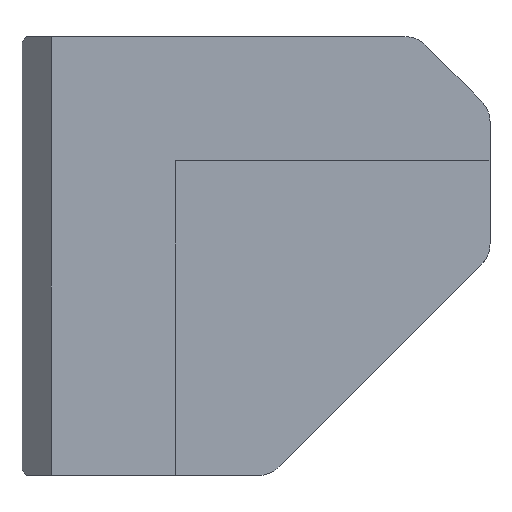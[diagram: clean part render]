
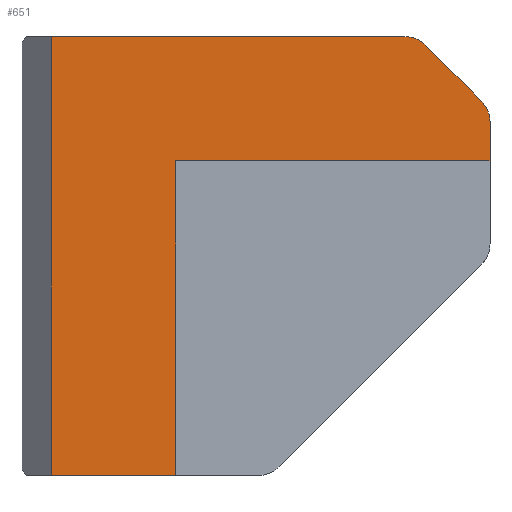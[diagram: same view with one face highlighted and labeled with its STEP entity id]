
A CAD part, top view. The second image highlights one B-rep face of the part: STEP entity #651.
In plain terms, the highlighted planar face has unit normal (0, 0, 1).
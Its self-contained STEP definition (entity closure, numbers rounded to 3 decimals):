
#22 = VERTEX_POINT('',#23);
#23 = CARTESIAN_POINT('',(136.,135.,4.5));
#631 = VERTEX_POINT('',#632);
#632 = CARTESIAN_POINT('',(144.5,135.,4.5));
#638 = EDGE_CURVE('',#631,#22,#639,.T.);
#639 = LINE('',#640,#641);
#640 = CARTESIAN_POINT('',(144.5,135.,4.5));
#641 = VECTOR('',#642,1.);
#642 = DIRECTION('',(-1.,0.,0.));
#651 = ADVANCED_FACE('',(#652),#845,.T.);
#652 = FACE_BOUND('',#653,.T.);
#653 = EDGE_LOOP('',(#654,#664,#672,#680,#688,#696,#704,#712,#720,#728,
    #736,#744,#750,#751,#759,#767,#775,#783,#791,#799,#807,#815,#823,
    #831,#839));
#654 = ORIENTED_EDGE('',*,*,#655,.T.);
#655 = EDGE_CURVE('',#656,#658,#660,.T.);
#656 = VERTEX_POINT('',#657);
#657 = CARTESIAN_POINT('',(165.414,160.586,4.5));
#658 = VERTEX_POINT('',#659);
#659 = CARTESIAN_POINT('',(161.586,164.414,4.5));
#660 = LINE('',#661,#662);
#661 = CARTESIAN_POINT('',(165.414,160.586,4.5));
#662 = VECTOR('',#663,1.);
#663 = DIRECTION('',(-0.707,0.707,0.));
#664 = ORIENTED_EDGE('',*,*,#665,.T.);
#665 = EDGE_CURVE('',#658,#666,#668,.T.);
#666 = VERTEX_POINT('',#667);
#667 = CARTESIAN_POINT('',(161.457,164.532,4.5));
#668 = LINE('',#669,#670);
#669 = CARTESIAN_POINT('',(161.586,164.414,4.5));
#670 = VECTOR('',#671,1.);
#671 = DIRECTION('',(-0.737,0.676,0.));
#672 = ORIENTED_EDGE('',*,*,#673,.T.);
#673 = EDGE_CURVE('',#666,#674,#676,.T.);
#674 = VERTEX_POINT('',#675);
#675 = CARTESIAN_POINT('',(161.319,164.638,4.5));
#676 = LINE('',#677,#678);
#677 = CARTESIAN_POINT('',(161.457,164.532,4.5));
#678 = VECTOR('',#679,1.);
#679 = DIRECTION('',(-0.793,0.609,0.));
#680 = ORIENTED_EDGE('',*,*,#681,.T.);
#681 = EDGE_CURVE('',#674,#682,#684,.T.);
#682 = VERTEX_POINT('',#683);
#683 = CARTESIAN_POINT('',(161.172,164.732,4.5));
#684 = LINE('',#685,#686);
#685 = CARTESIAN_POINT('',(161.319,164.638,4.5));
#686 = VECTOR('',#687,1.);
#687 = DIRECTION('',(-0.843,0.537,0.));
#688 = ORIENTED_EDGE('',*,*,#689,.T.);
#689 = EDGE_CURVE('',#682,#690,#692,.T.);
#690 = VERTEX_POINT('',#691);
#691 = CARTESIAN_POINT('',(161.017,164.813,4.5));
#692 = LINE('',#693,#694);
#693 = CARTESIAN_POINT('',(161.172,164.732,4.5));
#694 = VECTOR('',#695,1.);
#695 = DIRECTION('',(-0.887,0.462,0.));
#696 = ORIENTED_EDGE('',*,*,#697,.T.);
#697 = EDGE_CURVE('',#690,#698,#700,.T.);
#698 = VERTEX_POINT('',#699);
#699 = CARTESIAN_POINT('',(160.856,164.879,4.5));
#700 = LINE('',#701,#702);
#701 = CARTESIAN_POINT('',(161.017,164.813,4.5));
#702 = VECTOR('',#703,1.);
#703 = DIRECTION('',(-0.924,0.383,0.));
#704 = ORIENTED_EDGE('',*,*,#705,.T.);
#705 = EDGE_CURVE('',#698,#706,#708,.T.);
#706 = VERTEX_POINT('',#707);
#707 = CARTESIAN_POINT('',(160.689,164.932,4.5));
#708 = LINE('',#709,#710);
#709 = CARTESIAN_POINT('',(160.856,164.879,4.5));
#710 = VECTOR('',#711,1.);
#711 = DIRECTION('',(-0.954,0.301,0.));
#712 = ORIENTED_EDGE('',*,*,#713,.T.);
#713 = EDGE_CURVE('',#706,#714,#716,.T.);
#714 = VERTEX_POINT('',#715);
#715 = CARTESIAN_POINT('',(160.519,164.97,4.5));
#716 = LINE('',#717,#718);
#717 = CARTESIAN_POINT('',(160.689,164.932,4.5));
#718 = VECTOR('',#719,1.);
#719 = DIRECTION('',(-0.976,0.216,0.));
#720 = ORIENTED_EDGE('',*,*,#721,.T.);
#721 = EDGE_CURVE('',#714,#722,#724,.T.);
#722 = VERTEX_POINT('',#723);
#723 = CARTESIAN_POINT('',(160.346,164.992,4.5));
#724 = LINE('',#725,#726);
#725 = CARTESIAN_POINT('',(160.519,164.97,4.5));
#726 = VECTOR('',#727,1.);
#727 = DIRECTION('',(-0.991,0.13,0.));
#728 = ORIENTED_EDGE('',*,*,#729,.T.);
#729 = EDGE_CURVE('',#722,#730,#732,.T.);
#730 = VERTEX_POINT('',#731);
#731 = CARTESIAN_POINT('',(160.172,165.,4.5));
#732 = LINE('',#733,#734);
#733 = CARTESIAN_POINT('',(160.346,164.992,4.5));
#734 = VECTOR('',#735,1.);
#735 = DIRECTION('',(-0.999,0.044,0.));
#736 = ORIENTED_EDGE('',*,*,#737,.T.);
#737 = EDGE_CURVE('',#730,#738,#740,.T.);
#738 = VERTEX_POINT('',#739);
#739 = CARTESIAN_POINT('',(136.,165.,4.5));
#740 = LINE('',#741,#742);
#741 = CARTESIAN_POINT('',(160.172,165.,4.5));
#742 = VECTOR('',#743,1.);
#743 = DIRECTION('',(-1.,0.,0.));
#744 = ORIENTED_EDGE('',*,*,#745,.T.);
#745 = EDGE_CURVE('',#738,#22,#746,.T.);
#746 = LINE('',#747,#748);
#747 = CARTESIAN_POINT('',(136.,165.,4.5));
#748 = VECTOR('',#749,1.);
#749 = DIRECTION('',(0.,-1.,0.));
#750 = ORIENTED_EDGE('',*,*,#638,.F.);
#751 = ORIENTED_EDGE('',*,*,#752,.F.);
#752 = EDGE_CURVE('',#753,#631,#755,.T.);
#753 = VERTEX_POINT('',#754);
#754 = CARTESIAN_POINT('',(144.5,156.5,4.5));
#755 = LINE('',#756,#757);
#756 = CARTESIAN_POINT('',(144.5,156.5,4.5));
#757 = VECTOR('',#758,1.);
#758 = DIRECTION('',(0.,-1.,0.));
#759 = ORIENTED_EDGE('',*,*,#760,.T.);
#760 = EDGE_CURVE('',#753,#761,#763,.T.);
#761 = VERTEX_POINT('',#762);
#762 = CARTESIAN_POINT('',(166.,156.5,4.5));
#763 = LINE('',#764,#765);
#764 = CARTESIAN_POINT('',(144.5,156.5,4.5));
#765 = VECTOR('',#766,1.);
#766 = DIRECTION('',(1.,0.,0.));
#767 = ORIENTED_EDGE('',*,*,#768,.F.);
#768 = EDGE_CURVE('',#769,#761,#771,.T.);
#769 = VERTEX_POINT('',#770);
#770 = CARTESIAN_POINT('',(166.,159.172,4.5));
#771 = LINE('',#772,#773);
#772 = CARTESIAN_POINT('',(166.,159.172,4.5));
#773 = VECTOR('',#774,1.);
#774 = DIRECTION('',(0.,-1.,0.));
#775 = ORIENTED_EDGE('',*,*,#776,.T.);
#776 = EDGE_CURVE('',#769,#777,#779,.T.);
#777 = VERTEX_POINT('',#778);
#778 = CARTESIAN_POINT('',(165.992,159.346,4.5));
#779 = LINE('',#780,#781);
#780 = CARTESIAN_POINT('',(166.,159.172,4.5));
#781 = VECTOR('',#782,1.);
#782 = DIRECTION('',(-0.044,0.999,0.));
#783 = ORIENTED_EDGE('',*,*,#784,.T.);
#784 = EDGE_CURVE('',#777,#785,#787,.T.);
#785 = VERTEX_POINT('',#786);
#786 = CARTESIAN_POINT('',(165.97,159.519,4.5));
#787 = LINE('',#788,#789);
#788 = CARTESIAN_POINT('',(165.992,159.346,4.5));
#789 = VECTOR('',#790,1.);
#790 = DIRECTION('',(-0.13,0.991,0.));
#791 = ORIENTED_EDGE('',*,*,#792,.T.);
#792 = EDGE_CURVE('',#785,#793,#795,.T.);
#793 = VERTEX_POINT('',#794);
#794 = CARTESIAN_POINT('',(165.932,159.689,4.5));
#795 = LINE('',#796,#797);
#796 = CARTESIAN_POINT('',(165.97,159.519,4.5));
#797 = VECTOR('',#798,1.);
#798 = DIRECTION('',(-0.216,0.976,0.));
#799 = ORIENTED_EDGE('',*,*,#800,.T.);
#800 = EDGE_CURVE('',#793,#801,#803,.T.);
#801 = VERTEX_POINT('',#802);
#802 = CARTESIAN_POINT('',(165.879,159.856,4.5));
#803 = LINE('',#804,#805);
#804 = CARTESIAN_POINT('',(165.932,159.689,4.5));
#805 = VECTOR('',#806,1.);
#806 = DIRECTION('',(-0.301,0.954,0.));
#807 = ORIENTED_EDGE('',*,*,#808,.T.);
#808 = EDGE_CURVE('',#801,#809,#811,.T.);
#809 = VERTEX_POINT('',#810);
#810 = CARTESIAN_POINT('',(165.813,160.017,4.5));
#811 = LINE('',#812,#813);
#812 = CARTESIAN_POINT('',(165.879,159.856,4.5));
#813 = VECTOR('',#814,1.);
#814 = DIRECTION('',(-0.383,0.924,0.));
#815 = ORIENTED_EDGE('',*,*,#816,.T.);
#816 = EDGE_CURVE('',#809,#817,#819,.T.);
#817 = VERTEX_POINT('',#818);
#818 = CARTESIAN_POINT('',(165.732,160.172,4.5));
#819 = LINE('',#820,#821);
#820 = CARTESIAN_POINT('',(165.813,160.017,4.5));
#821 = VECTOR('',#822,1.);
#822 = DIRECTION('',(-0.462,0.887,0.));
#823 = ORIENTED_EDGE('',*,*,#824,.T.);
#824 = EDGE_CURVE('',#817,#825,#827,.T.);
#825 = VERTEX_POINT('',#826);
#826 = CARTESIAN_POINT('',(165.638,160.319,4.5));
#827 = LINE('',#828,#829);
#828 = CARTESIAN_POINT('',(165.732,160.172,4.5));
#829 = VECTOR('',#830,1.);
#830 = DIRECTION('',(-0.537,0.843,0.));
#831 = ORIENTED_EDGE('',*,*,#832,.T.);
#832 = EDGE_CURVE('',#825,#833,#835,.T.);
#833 = VERTEX_POINT('',#834);
#834 = CARTESIAN_POINT('',(165.532,160.457,4.5));
#835 = LINE('',#836,#837);
#836 = CARTESIAN_POINT('',(165.638,160.319,4.5));
#837 = VECTOR('',#838,1.);
#838 = DIRECTION('',(-0.609,0.793,0.));
#839 = ORIENTED_EDGE('',*,*,#840,.T.);
#840 = EDGE_CURVE('',#833,#656,#841,.T.);
#841 = LINE('',#842,#843);
#842 = CARTESIAN_POINT('',(165.532,160.457,4.5));
#843 = VECTOR('',#844,1.);
#844 = DIRECTION('',(-0.676,0.737,0.));
#845 = PLANE('',#846);
#846 = AXIS2_PLACEMENT_3D('',#847,#848,#849);
#847 = CARTESIAN_POINT('',(146.606,153.515,4.5));
#848 = DIRECTION('',(0.,0.,1.));
#849 = DIRECTION('',(0.,1.,0.));
